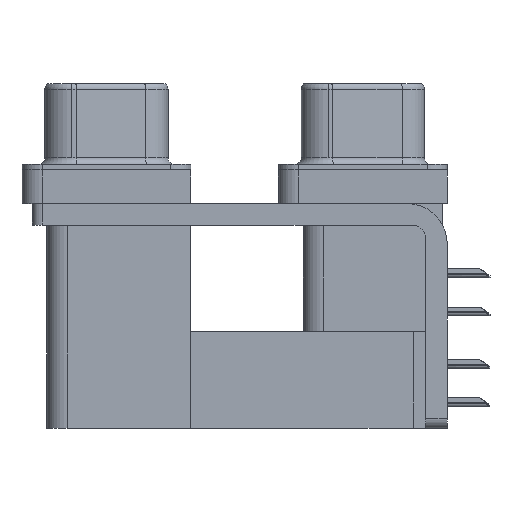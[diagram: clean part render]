
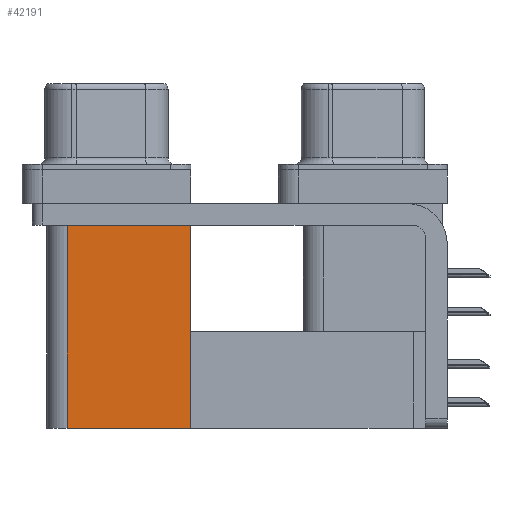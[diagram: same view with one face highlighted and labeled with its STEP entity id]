
A CAD part, left-side view. The second image highlights one B-rep face of the part: STEP entity #42191.
In plain terms, the highlighted planar face has unit normal (-1, 0, 0).
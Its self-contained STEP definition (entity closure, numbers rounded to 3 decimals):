
#2590 = EDGE_CURVE ( 'NONE', #16929, #11849, #46058, .T. ) ;
#4857 = DIRECTION ( 'NONE',  ( 0., 0., 1. ) ) ;
#5051 = VERTEX_POINT ( 'NONE', #31592 ) ;
#7283 = CARTESIAN_POINT ( 'NONE',  ( 3.79, 12.775, -19.2 ) ) ;
#8629 = VECTOR ( 'NONE', #8771, 1000. ) ;
#8771 = DIRECTION ( 'NONE',  ( 0., 1., 0. ) ) ;
#9883 = DIRECTION ( 'NONE',  ( 1., 0., 0. ) ) ;
#11050 = ORIENTED_EDGE ( 'NONE', *, *, #2590, .F. ) ;
#11849 = VERTEX_POINT ( 'NONE', #24893 ) ;
#12509 = CARTESIAN_POINT ( 'NONE',  ( 3.79, 12.775, -19.2 ) ) ;
#13658 = ORIENTED_EDGE ( 'NONE', *, *, #39076, .T. ) ;
#13659 = CARTESIAN_POINT ( 'NONE',  ( 3.79, 12.775, -2.5 ) ) ;
#14047 = FACE_OUTER_BOUND ( 'NONE', #47807, .T. ) ;
#16604 = CARTESIAN_POINT ( 'NONE',  ( 3.79, 21.975, -19.2 ) ) ;
#16929 = VERTEX_POINT ( 'NONE', #7283 ) ;
#17079 = LINE ( 'NONE', #16604, #45263 ) ;
#20996 = VECTOR ( 'NONE', #44749, 1000. ) ;
#22265 = EDGE_CURVE ( 'NONE', #11849, #5051, #17079, .T. ) ;
#23012 = CARTESIAN_POINT ( 'NONE',  ( 3.79, 12.775, -2.5 ) ) ;
#24893 = CARTESIAN_POINT ( 'NONE',  ( 3.79, 21.975, -19.2 ) ) ;
#24967 = ORIENTED_EDGE ( 'NONE', *, *, #22265, .F. ) ;
#28496 = PLANE ( 'NONE',  #42573 ) ;
#29804 = CARTESIAN_POINT ( 'NONE',  ( 3.79, 12.775, -19.2 ) ) ;
#30894 = VERTEX_POINT ( 'NONE', #23012 ) ;
#31592 = CARTESIAN_POINT ( 'NONE',  ( 3.79, 21.975, -2.5 ) ) ;
#33488 = LINE ( 'NONE', #29804, #20996 ) ;
#36348 = DIRECTION ( 'NONE',  ( 0., 0., -1. ) ) ;
#37217 = EDGE_CURVE ( 'NONE', #16929, #30894, #33488, .T. ) ;
#39076 = EDGE_CURVE ( 'NONE', #30894, #5051, #47219, .T. ) ;
#41903 = ORIENTED_EDGE ( 'NONE', *, *, #37217, .T. ) ;
#42191 = ADVANCED_FACE ( 'NONE', ( #14047 ), #28496, .F. ) ;
#42402 = DIRECTION ( 'NONE',  ( 0., 1., 0. ) ) ;
#42573 = AXIS2_PLACEMENT_3D ( 'NONE', #43453, #9883, #36348 ) ;
#43453 = CARTESIAN_POINT ( 'NONE',  ( 3.79, 12.775, -19.2 ) ) ;
#44749 = DIRECTION ( 'NONE',  ( 0., 0., 1. ) ) ;
#45263 = VECTOR ( 'NONE', #4857, 1000. ) ;
#46058 = LINE ( 'NONE', #12509, #46698 ) ;
#46698 = VECTOR ( 'NONE', #42402, 1000. ) ;
#47219 = LINE ( 'NONE', #13659, #8629 ) ;
#47807 = EDGE_LOOP ( 'NONE', ( #13658, #24967, #11050, #41903 ) ) ;
